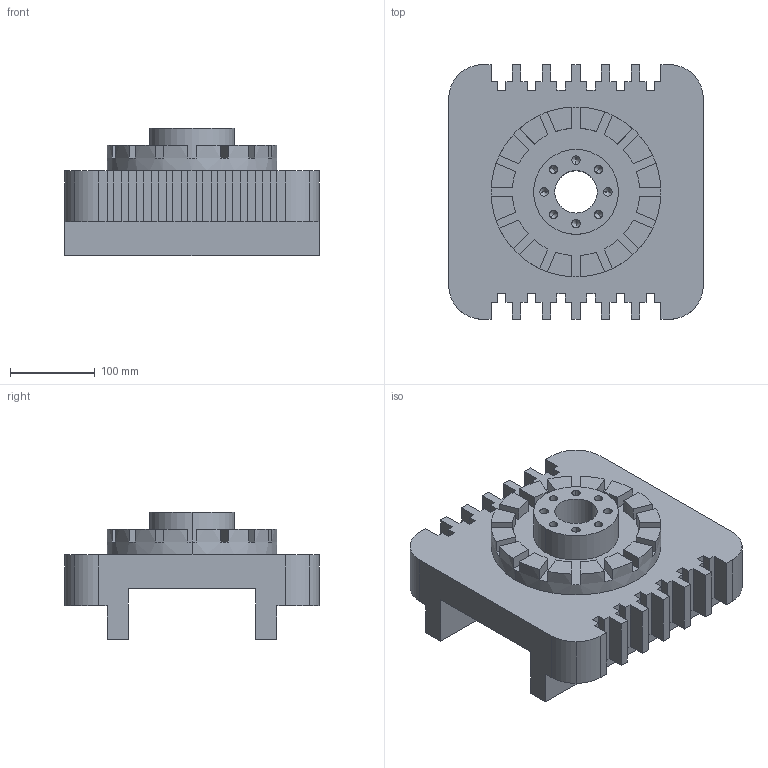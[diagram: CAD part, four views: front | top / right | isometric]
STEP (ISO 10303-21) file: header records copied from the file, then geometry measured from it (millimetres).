
FILE_DESCRIPTION(('produced by SPATIAL CORP'),'2;1');
FILE_NAME('monster4.hh.sat.stp', '2002-04-22T18:06:16+00:00',('SPATIAL CORP'),('SPATIAL CORP'), 'ACIS STEP Husk','http://www.spatial.com','SPATIAL CORP');
FILE_SCHEMA(('CONFIG_CONTROL_DESIGN'));
Length unit declared in the file: millimetre
Products named in the file (1): PRODUCT_ID_1
Bounding box: 300 x 300 x 150 mm (x, y, z)
Volume: 4957841.3 mm3; surface area: 423097.3 mm2
Topology: 1 solids, 1 shells, 319 faces, 943 edges, 620 vertices
Faces by surface type: plane 227, cylinder 76, cone 16
Entity records: 8809 total; most frequent: ORIENTED_EDGE 1854, CARTESIAN_POINT 1487, DIRECTION 1113, EDGE_CURVE 927, VECTOR 621, LINE 621, VERTEX_POINT 620, EDGE_LOOP 331
